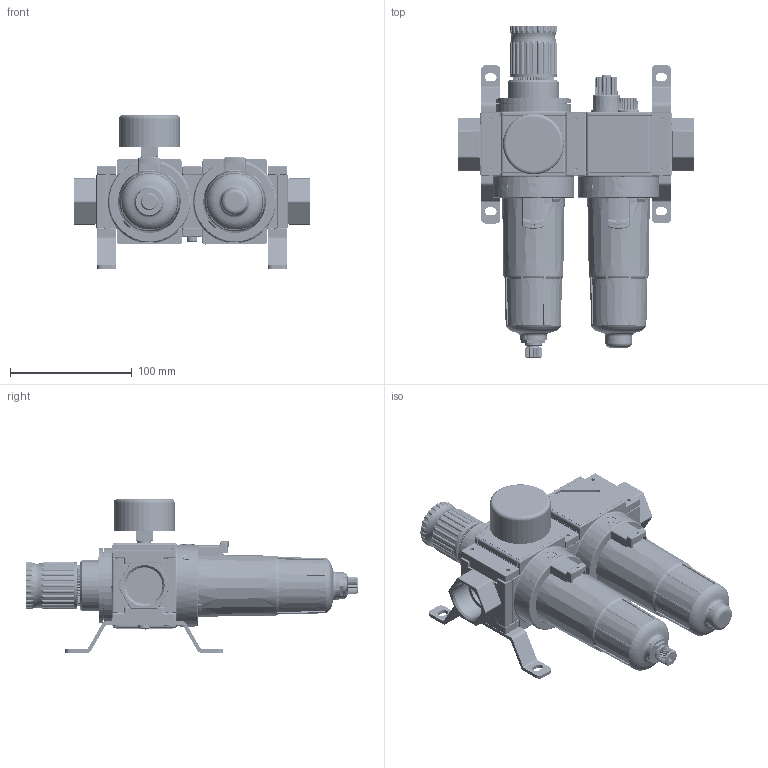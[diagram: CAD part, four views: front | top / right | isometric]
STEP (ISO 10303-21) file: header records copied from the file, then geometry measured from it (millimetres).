
FILE_DESCRIPTION((''),'2;1');
FILE_NAME('488-291_ASM','2013-02-12T',('ulrich.loeffler'),(''),'PRO/ENGINEER BY PARAMETRIC TECHNOLOGY CORPORATION, 2011040','PRO/ENGINEER BY PARAMETRIC TECHNOLOGY CORPORATION, 2011040','');
FILE_SCHEMA(('CONFIG_CONTROL_DESIGN'));
Length unit declared in the file: millimetre
Products named in the file (4): 488-290_1; 480-270; PRT0002; 488-291_ASM
Assembly tree (3 placements, depth 2):
  488-291_ASM
    488-290_1
    480-270
    PRT0002
Bounding box: 194 x 272.5 x 126.21 mm (x, y, z)
Volume: 948590.2 mm3; surface area: 277651.7 mm2
Topology: 3 solids, 4 shells, 5424 faces, 14562 edges, 9133 vertices
Faces by surface type: plane 2028, cylinder 2016, torus 591, bspline 370, cone 310, sphere 108, extrusion 1
Entity records: 188288 total; most frequent: CARTESIAN_POINT 55114, ORIENTED_EDGE 28908, DIRECTION 27336, EDGE_CURVE 14454, AXIS2_PLACEMENT_3D 10368, VERTEX_POINT 9133, VECTOR 6600, LINE 6599
